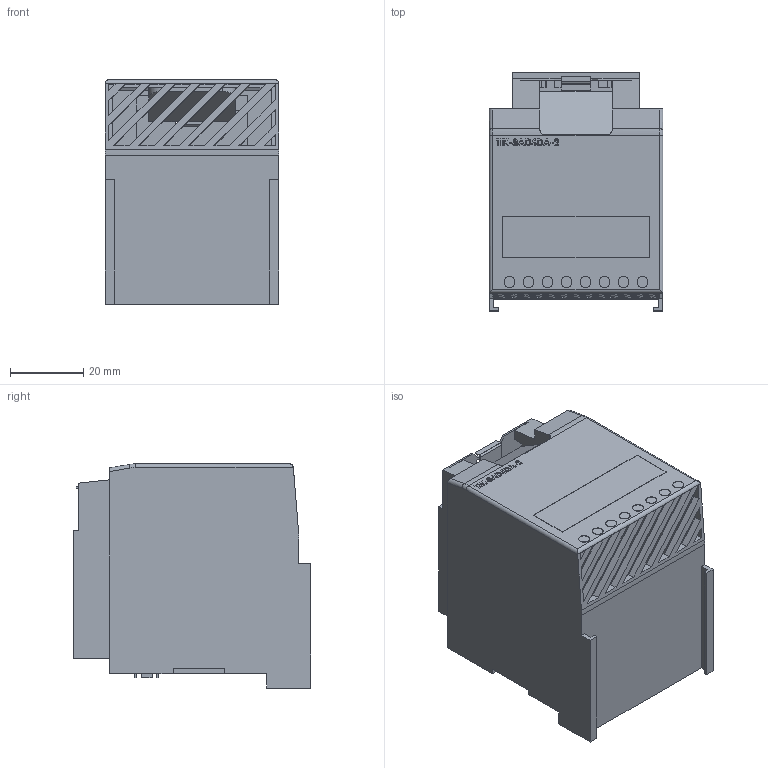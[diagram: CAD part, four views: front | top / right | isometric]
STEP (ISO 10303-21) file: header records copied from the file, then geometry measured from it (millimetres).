
FILE_DESCRIPTION (( 'STEP AP214' ), '1' );
FILE_NAME ('T1F-8AD4DA-2.STEP', '2013-11-15T13:36:24', ( '' ), ( '' ), 'SwSTEP 2.0', 'SolidWorks 2013', '' );
FILE_SCHEMA (( 'AUTOMOTIVE_DESIGN' ));
Length unit declared in the file: millimetre
Products named in the file (1): T1F-8AD4DA-2
Bounding box: 47.6 x 65.1 x 61.36 mm (x, y, z)
Volume: 30278.9 mm3; surface area: 35941.2 mm2
Topology: 1 solids, 1 shells, 593 faces, 1661 edges, 1061 vertices
Faces by surface type: plane 458, cylinder 101, bspline 32, torus 2
Entity records: 27236 total; most frequent: CARTESIAN_POINT 5410, ORIENTED_EDGE 3322, DIRECTION 2895, EDGE_CURVE 1661, VECTOR 1387, LINE 1387, VERTEX_POINT 1061, AXIS2_PLACEMENT_3D 754
